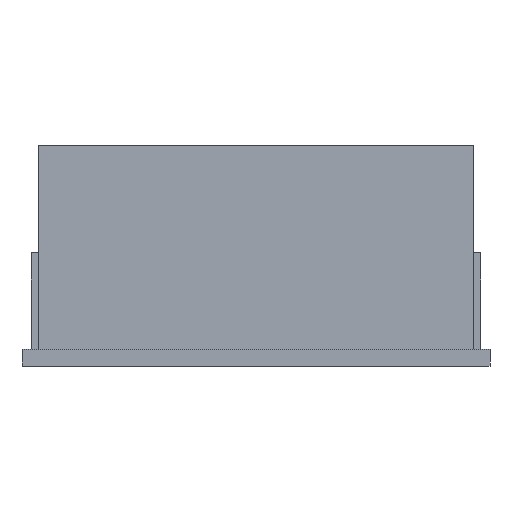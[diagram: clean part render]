
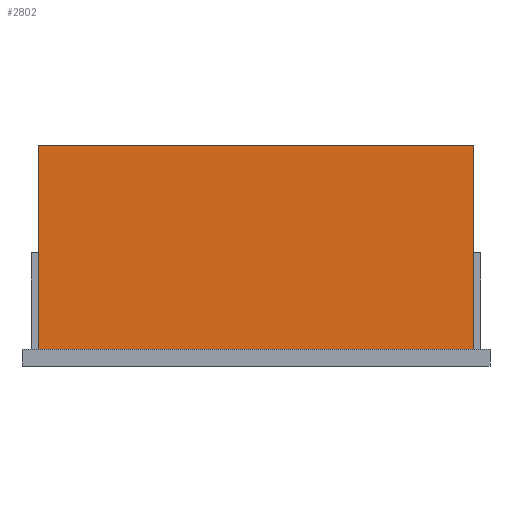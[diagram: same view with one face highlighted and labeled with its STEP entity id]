
A CAD part, front view. The second image highlights one B-rep face of the part: STEP entity #2802.
In plain terms, the highlighted planar face has unit normal (0, -1, 0).
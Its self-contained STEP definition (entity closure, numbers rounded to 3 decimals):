
#129 = CARTESIAN_POINT ( 'NONE',  ( -20.7, 0., -9.7 ) ) ;
#130 = DIRECTION ( 'NONE',  ( -1., 0., 0. ) ) ;
#131 = VECTOR ( 'NONE', #130, 1000. ) ;
#132 = CARTESIAN_POINT ( 'NONE',  ( -20.7, 0., -9.7 ) ) ;
#133 = LINE ( 'NONE', #132, #131 ) ;
#493 = CARTESIAN_POINT ( 'NONE',  ( -20.7, 0., 0. ) ) ;
#494 = DIRECTION ( 'NONE',  ( 0., 0., 1. ) ) ;
#495 = VECTOR ( 'NONE', #494, 1000. ) ;
#496 = CARTESIAN_POINT ( 'NONE',  ( -20.7, 0., 0. ) ) ;
#497 = LINE ( 'NONE', #496, #495 ) ;
#546 = DIRECTION ( 'NONE',  ( -1., 0., 0. ) ) ;
#547 = DIRECTION ( 'NONE',  ( 0., -1., 0. ) ) ;
#548 = CARTESIAN_POINT ( 'NONE',  ( -20.7, 0., -9.7 ) ) ;
#549 = AXIS2_PLACEMENT_3D ( 'NONE', #548, #547, #546 ) ;
#552 = PLANE ( 'NONE',  #549 ) ;
#621 = FACE_OUTER_BOUND ( 'NONE', #2803, .T. ) ;
#647 = DIRECTION ( 'NONE',  ( 1., 0., 0. ) ) ;
#648 = VECTOR ( 'NONE', #647, 1000. ) ;
#649 = CARTESIAN_POINT ( 'NONE',  ( -20.7, 0., 0. ) ) ;
#651 = LINE ( 'NONE', #649, #648 ) ;
#1498 = CARTESIAN_POINT ( 'NONE',  ( 0., 0., 0. ) ) ;
#1583 = CARTESIAN_POINT ( 'NONE',  ( 0., 0., -9.7 ) ) ;
#1584 = DIRECTION ( 'NONE',  ( 0., 0., -1. ) ) ;
#1585 = VECTOR ( 'NONE', #1584, 1000. ) ;
#1586 = CARTESIAN_POINT ( 'NONE',  ( 0., 0., 0. ) ) ;
#1587 = LINE ( 'NONE', #1586, #1585 ) ;
#2467 = VERTEX_POINT ( 'NONE', #1498 ) ;
#2469 = EDGE_CURVE ( 'NONE', #2467, #2470, #1587, .T. ) ;
#2470 = VERTEX_POINT ( 'NONE', #1583 ) ;
#2626 = EDGE_CURVE ( 'NONE', #2470, #2627, #133, .T. ) ;
#2627 = VERTEX_POINT ( 'NONE', #129 ) ;
#2773 = EDGE_CURVE ( 'NONE', #2627, #2774, #497, .T. ) ;
#2774 = VERTEX_POINT ( 'NONE', #493 ) ;
#2792 = EDGE_CURVE ( 'NONE', #2774, #2467, #651, .T. ) ;
#2802 = ADVANCED_FACE ( 'NONE', ( #621 ), #552, .T. ) ;
#2803 = EDGE_LOOP ( 'NONE', ( #2804, #2805, #2806, #2807 ) ) ;
#2804 = ORIENTED_EDGE ( 'NONE', *, *, #2773, .F. ) ;
#2805 = ORIENTED_EDGE ( 'NONE', *, *, #2626, .F. ) ;
#2806 = ORIENTED_EDGE ( 'NONE', *, *, #2469, .F. ) ;
#2807 = ORIENTED_EDGE ( 'NONE', *, *, #2792, .F. ) ;
